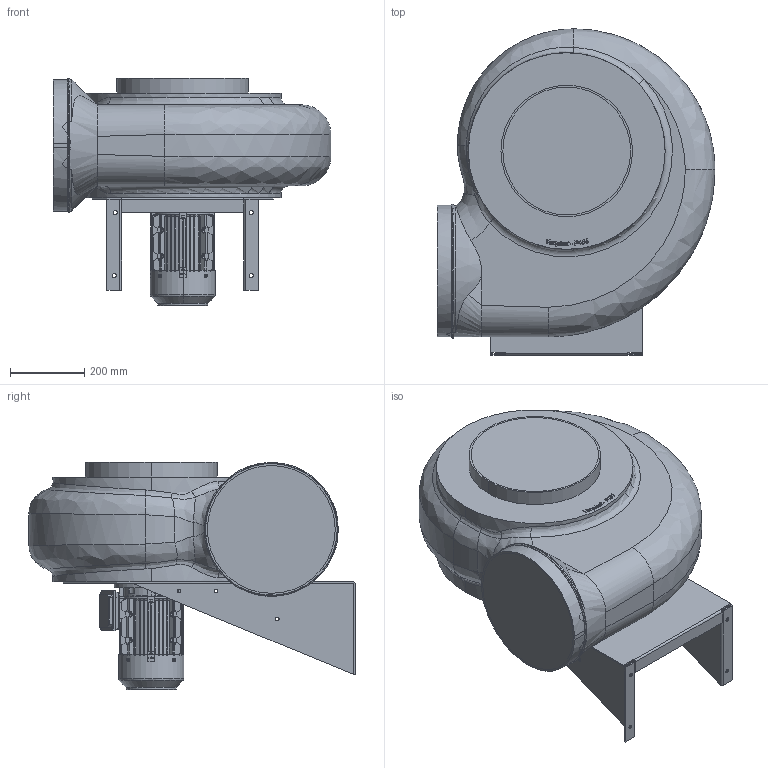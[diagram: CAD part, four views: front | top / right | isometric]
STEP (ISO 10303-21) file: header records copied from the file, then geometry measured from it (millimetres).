
FILE_DESCRIPTION (( 'STEP AP203' ), '1' );
FILE_NAME ('PR-AC 450 LG270.STEP', '2022-07-22T13:36:56', ( '' ), ( '' ), 'SwSTEP 2.0', 'SolidWorks 2022', '' );
FILE_SCHEMA (( 'CONFIG_CONTROL_DESIGN' ));
Length unit declared in the file: millimetre
Products named in the file (5): TA90L B5.STEP; Staffa P45 4_Lamiera.STEP; Coclea P454LG.STEP; PR-AC 450 LG270; P454LG-270.STEP
Assembly tree (4 placements, depth 3):
  PR-AC 450 LG270
    P454LG-270.STEP
      Coclea P454LG.STEP
      Staffa P45 4_Lamiera.STEP
      TA90L B5.STEP
Bounding box: 750 x 880 x 614.42 mm (x, y, z)
Volume: 133220767.3 mm3; surface area: 3296503.6 mm2
Topology: 37 solids, 37 shells, 3285 faces, 8567 edges, 5377 vertices
Faces by surface type: plane 1667, cylinder 881, bspline 472, cone 259, torus 6
Entity records: 130681 total; most frequent: CARTESIAN_POINT 53953, ORIENTED_EDGE 16956, DIRECTION 14364, EDGE_CURVE 8478, VERTEX_POINT 5377, AXIS2_PLACEMENT_3D 4866, VECTOR 4632, LINE 4632
